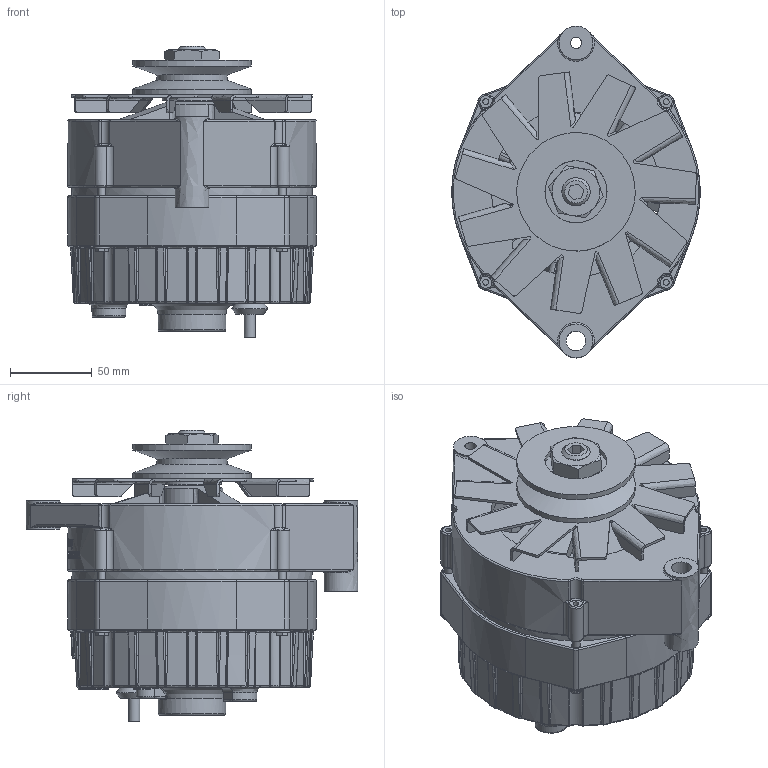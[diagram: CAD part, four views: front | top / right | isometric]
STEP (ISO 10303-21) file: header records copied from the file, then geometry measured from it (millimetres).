
FILE_DESCRIPTION(('FreeCAD Model'),'2;1');
FILE_NAME('Open CASCADE Shape Model','2025-04-17T10:35:43',('FreeCAD'),( 'FreeCAD'),'Open CASCADE STEP processor 7.6','FreeCAD','Unknown');
FILE_SCHEMA(('AUTOMOTIVE_DESIGN { 1 0 10303 214 1 1 1 1 }'));
Products named in the file (1): Open CASCADE STEP translator 7.6 1
Bounding box: 152.2 x 203.47 x 178.71 mm (x, y, z)
Volume: 1040938.9 mm3; surface area: 347156.5 mm2
Topology: 21 solids, 25 shells, 2302 faces, 5794 edges, 3521 vertices
Faces by surface type: bspline 2302
Entity records: 123661 total; most frequent: CARTESIAN_POINT 90622, ORIENTED_EDGE 11376, EDGE_CURVE 5688, B_SPLINE_CURVE_WITH_KNOTS 3748, VERTEX_POINT 3531, FACE_BOUND 2487, EDGE_LOOP 2473, ADVANCED_FACE 2290
